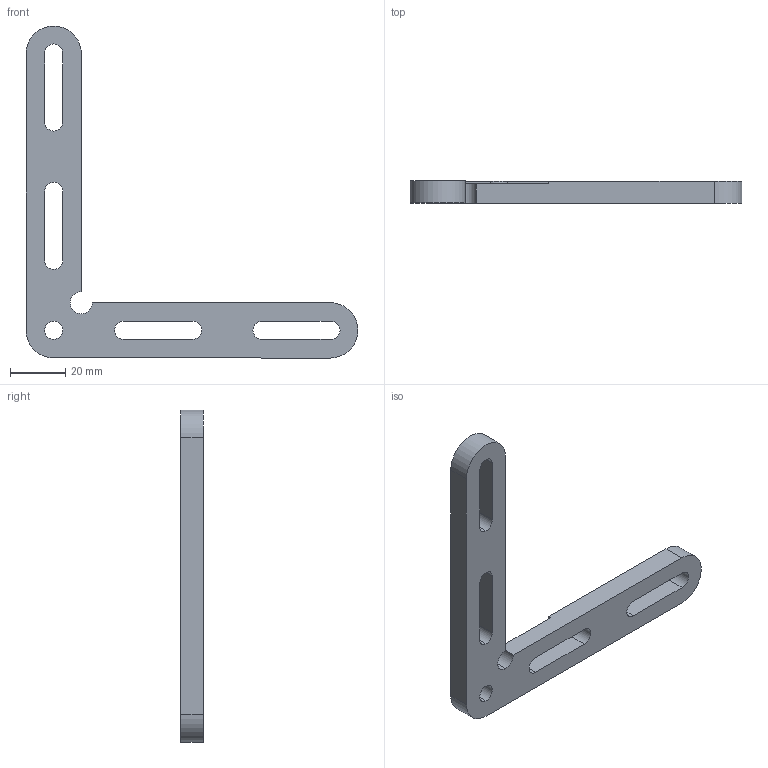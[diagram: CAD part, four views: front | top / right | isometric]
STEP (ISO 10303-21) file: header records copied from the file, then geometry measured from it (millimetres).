
FILE_DESCRIPTION (( 'STEP AP214' ), '1' );
FILE_NAME ('B986 Àëþìèíèåâûé óäëèíåííûé óãëîâîé óïîð.STEP', '2026-03-26T17:49:47', ( '' ), ( '' ), 'SwSTEP 2.0', 'SolidWorks 2026', '' );
FILE_SCHEMA (( 'AUTOMOTIVE_DESIGN' ));
Length unit declared in the file: millimetre
Products named in the file (1): B986 Алюминиевый удлиненный угловой упор
Bounding box: 120 x 8 x 120 mm (x, y, z)
Volume: 25950.7 mm3; surface area: 13081.1 mm2
Topology: 1 solids, 1 shells, 62 faces, 180 edges, 120 vertices
Faces by surface type: cylinder 31, plane 31
Entity records: 2109 total; most frequent: DIRECTION 368, CARTESIAN_POINT 363, ORIENTED_EDGE 360, EDGE_CURVE 180, AXIS2_PLACEMENT_3D 125, VERTEX_POINT 120, VECTOR 118, LINE 118
